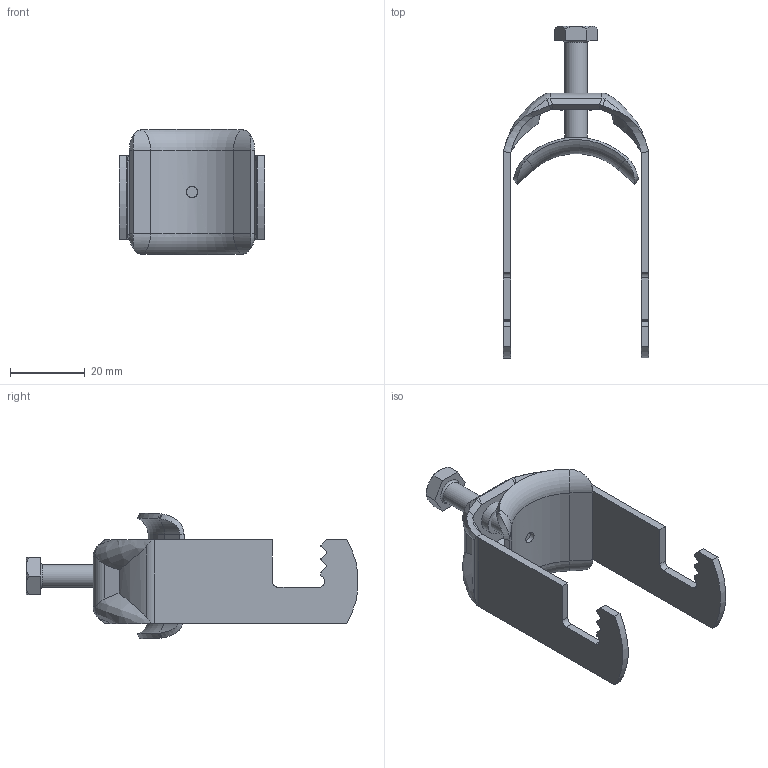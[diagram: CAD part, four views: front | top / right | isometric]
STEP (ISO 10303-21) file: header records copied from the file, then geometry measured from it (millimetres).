
FILE_DESCRIPTION (( 'STEP AP214' ), '1' );
FILE_NAME ('1187426.stp', '2023-11-10T14:20:14', ( '' ), ( '' ), 'SwSTEP 2.0', 'SolidWorks 2022', '' );
FILE_SCHEMA (( 'AUTOMOTIVE_DESIGN' ));
Length unit declared in the file: millimetre
Products named in the file (4): 1187426; 142951_M6 x 26; 141712_Standard; 157136_1Fach
Assembly tree (3 placements, depth 2):
  1187426
    157136_1Fach
    142951_M6 x 26
    141712_Standard
Bounding box: 39 x 88.94 x 33.75 mm (x, y, z)
Volume: 9737.3 mm3; surface area: 11256.2 mm2
Topology: 3 solids, 3 shells, 188 faces, 466 edges, 285 vertices
Faces by surface type: plane 73, bspline 52, cylinder 48, cone 6, torus 5, sphere 4
Full cylindrical faces by diameter (mm): 2.9 x1, 3.1 x1, 4.2 x1, 6 x1, 8.2 x2
Entity records: 16092 total; most frequent: CARTESIAN_POINT 12085, ORIENTED_EDGE 894, DIRECTION 618, EDGE_CURVE 447, VERTEX_POINT 281, AXIS2_PLACEMENT_3D 223, EDGE_LOOP 208, FACE_OUTER_BOUND 197
